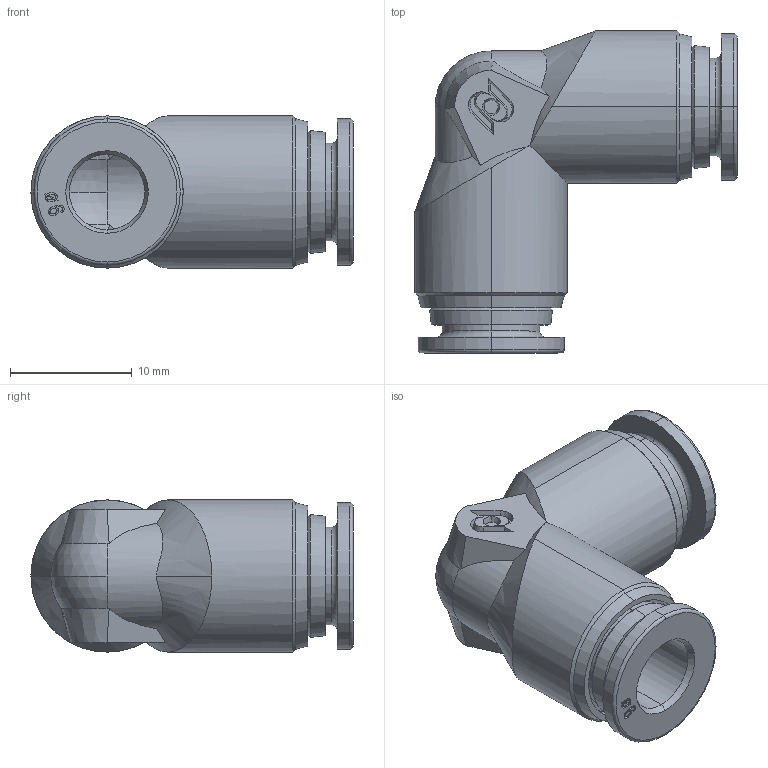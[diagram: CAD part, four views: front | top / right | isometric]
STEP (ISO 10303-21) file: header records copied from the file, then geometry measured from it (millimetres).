
FILE_DESCRIPTION (( 'STEP AP214' ), '1' );
FILE_NAME ('5913000002A.STEP', '2016-05-13T07:58:41', ( '' ), ( '' ), 'SwSTEP 2.0', 'SolidWorks 2016', '' );
FILE_SCHEMA (( 'AUTOMOTIVE_DESIGN' ));
Length unit declared in the file: millimetre
Products named in the file (1): 5913000002A
Bounding box: 26.45 x 26.45 x 12.5 mm (x, y, z)
Surface area: 2446.9 mm2 (no closed solid volume)
Topology: 0 solids, 5 shells, 190 faces, 519 edges, 350 vertices
Faces by surface type: plane 61, bspline 59, cone 34, cylinder 26, torus 8, sphere 2
Entity records: 11485 total; most frequent: CARTESIAN_POINT 5004, ORIENTED_EDGE 996, DIRECTION 713, EDGE_CURVE 519, VERTEX_POINT 350, AXIS2_PLACEMENT_3D 253, EDGE_LOOP 216, VECTOR 207
